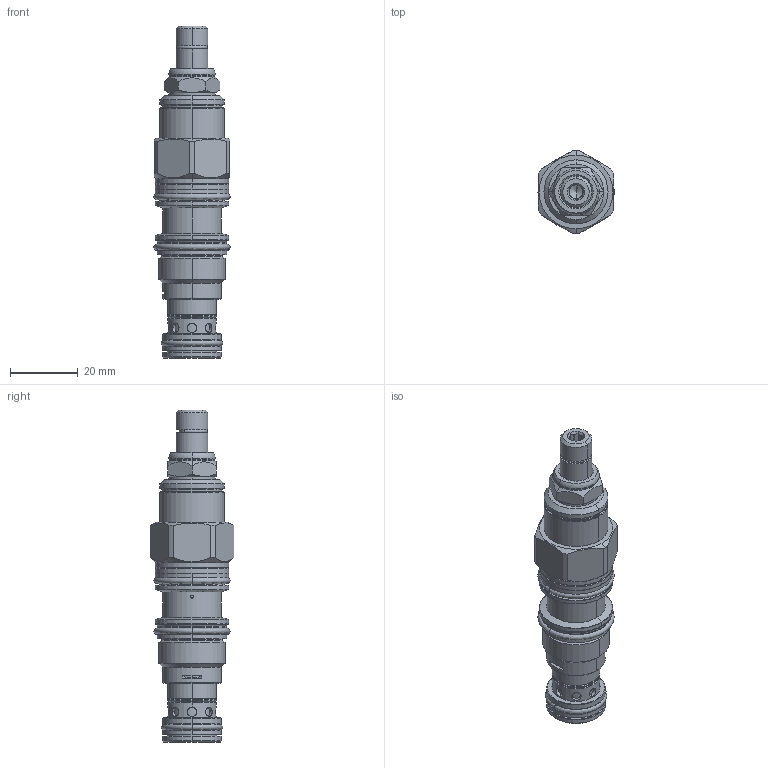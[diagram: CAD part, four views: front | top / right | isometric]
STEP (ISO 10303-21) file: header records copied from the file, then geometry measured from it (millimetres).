
FILE_DESCRIPTION((''),'2;1');
FILE_NAME('PBDBLAN_SW','2024-04-23T13:17:58',('SigMax'),(''),'CREO PARAMETRIC BY PTC INC, 2021072','CREO PARAMETRIC BY PTC INC, 2021072','');
FILE_SCHEMA(('AUTOMOTIVE_DESIGN { 1 0 10303 214 1 1 1 1 }'));
Length unit declared in the file: inch
Products named in the file (1): PBDBLAN_SW
Bounding box: 22.55 x 24.84 x 98.37 mm (x, y, z)
Volume: 23613.6 mm3; surface area: 12021.6 mm2
Topology: 4 solids, 4 shells, 324 faces, 722 edges, 432 vertices
Faces by surface type: cylinder 122, cone 70, plane 65, torus 55, revolution 12
Entity records: 13607 total; most frequent: CARTESIAN_POINT 3881, DIRECTION 1646, ORIENTED_EDGE 1440, EDGE_CURVE 720, AXIS2_PLACEMENT_3D 700, VERTEX_POINT 432, CIRCLE 388, EDGE_LOOP 362
